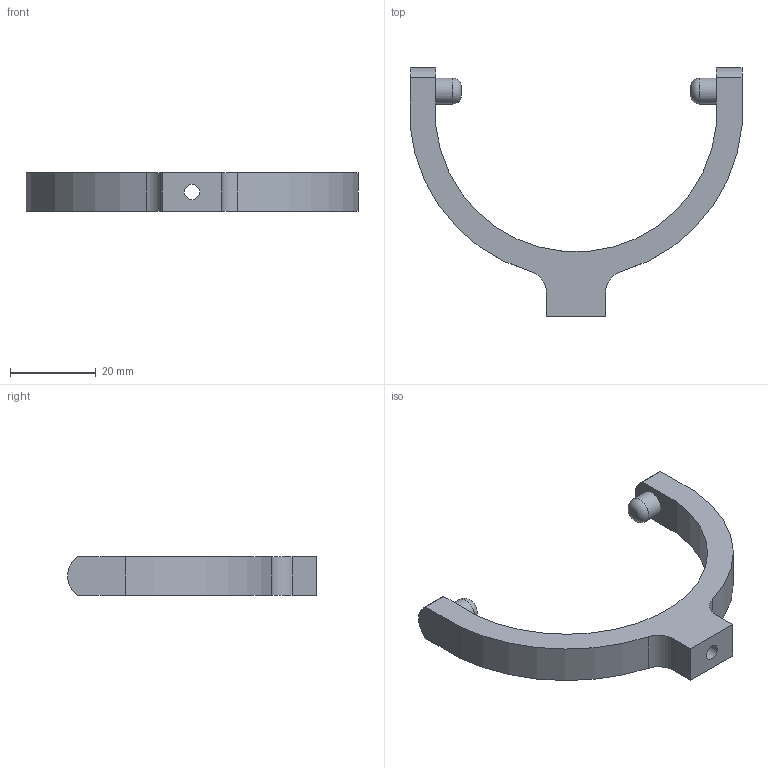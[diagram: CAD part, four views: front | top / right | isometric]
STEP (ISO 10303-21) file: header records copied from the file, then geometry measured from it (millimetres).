
FILE_DESCRIPTION(('STEP AP203'), '1');
FILE_NAME('Rotator_Clips', '', ('UNSPECIFIED'), ('UNSPECIFIED'), 'C3D Converter', 'C3D Toolkit', '');
FILE_SCHEMA(('CONFIG_CONTROL_DESIGN'));
Length unit declared in the file: millimetre
Bounding box: 77.4 x 57.98 x 9 mm (x, y, z)
Volume: 8307.7 mm3; surface area: 4846 mm2
Topology: 1 solids, 1 shells, 25 faces, 58 edges, 38 vertices
Faces by surface type: plane 12, cylinder 11, torus 2
Full cylindrical faces by diameter (mm): 3.6 x1, 6 x2, 6.6 x1
Entity records: 999 total; most frequent: CARTESIAN_POINT 189, DIRECTION 126, ORIENTED_EDGE 104, EDGE_CURVE 52, AXIS2_PLACEMENT_3D 49, VERTEX_POINT 38, EDGE_LOOP 36, LINE 28
